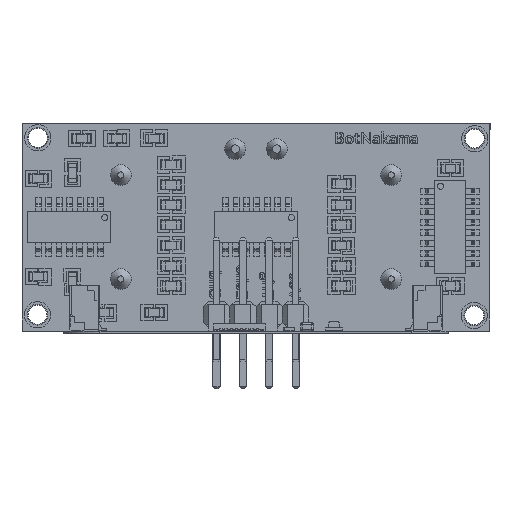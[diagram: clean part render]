
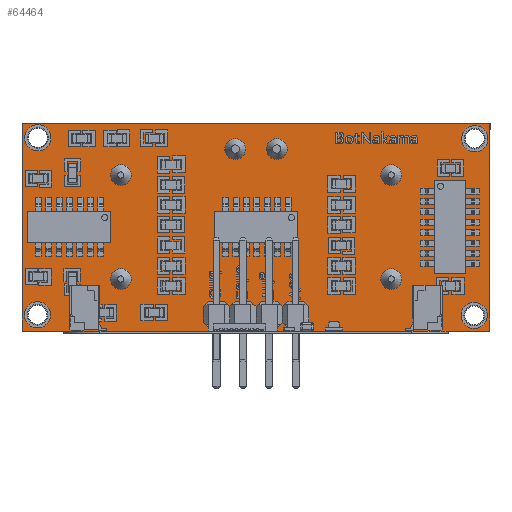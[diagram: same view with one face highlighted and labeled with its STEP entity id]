
A CAD part, front view. The second image highlights one B-rep face of the part: STEP entity #64464.
In plain terms, the highlighted face is planar.
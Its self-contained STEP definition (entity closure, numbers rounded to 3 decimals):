
#63883 = VERTEX_POINT('',#63884);
#63884 = CARTESIAN_POINT('',(-22.5,10.,0.));
#63901 = VERTEX_POINT('',#63902);
#63902 = CARTESIAN_POINT('',(22.5,10.,0.));
#63908 = EDGE_CURVE('',#63883,#63901,#63909,.T.);
#63909 = LINE('',#63910,#63911);
#63910 = CARTESIAN_POINT('',(-22.5,10.,0.));
#63911 = VECTOR('',#63912,1.);
#63912 = DIRECTION('',(1.,0.,0.));
#63932 = VERTEX_POINT('',#63933);
#63933 = CARTESIAN_POINT('',(22.5,-10.,0.));
#63939 = EDGE_CURVE('',#63901,#63932,#63940,.T.);
#63940 = LINE('',#63941,#63942);
#63941 = CARTESIAN_POINT('',(22.5,10.,0.));
#63942 = VECTOR('',#63943,1.);
#63943 = DIRECTION('',(0.,-1.,0.));
#63963 = VERTEX_POINT('',#63964);
#63964 = CARTESIAN_POINT('',(-22.5,-10.,0.));
#63970 = EDGE_CURVE('',#63932,#63963,#63971,.T.);
#63971 = LINE('',#63972,#63973);
#63972 = CARTESIAN_POINT('',(22.5,-10.,0.));
#63973 = VECTOR('',#63974,1.);
#63974 = DIRECTION('',(-1.,0.,0.));
#63992 = EDGE_CURVE('',#63963,#63883,#63993,.T.);
#63993 = LINE('',#63994,#63995);
#63994 = CARTESIAN_POINT('',(-22.5,-10.,0.));
#63995 = VECTOR('',#63996,1.);
#63996 = DIRECTION('',(0.,1.,0.));
#64009 = VERTEX_POINT('',#64010);
#64010 = CARTESIAN_POINT('',(-21.988,-8.502,0.));
#64016 = EDGE_CURVE('',#64009,#64009,#64017,.T.);
#64017 = CIRCLE('',#64018,1.);
#64018 = AXIS2_PLACEMENT_3D('',#64019,#64020,#64021);
#64019 = CARTESIAN_POINT('',(-20.988,-8.502,0.));
#64020 = DIRECTION('',(0.,0.,1.));
#64021 = DIRECTION('',(1.,0.,-0.));
#64042 = VERTEX_POINT('',#64043);
#64043 = CARTESIAN_POINT('',(20.012,-8.426,0.));
#64049 = EDGE_CURVE('',#64042,#64042,#64050,.T.);
#64050 = CIRCLE('',#64051,1.);
#64051 = AXIS2_PLACEMENT_3D('',#64052,#64053,#64054);
#64052 = CARTESIAN_POINT('',(21.012,-8.426,0.));
#64053 = DIRECTION('',(0.,0.,1.));
#64054 = DIRECTION('',(1.,0.,-0.));
#64075 = VERTEX_POINT('',#64076);
#64076 = CARTESIAN_POINT('',(19.97,8.574,0.));
#64082 = EDGE_CURVE('',#64075,#64075,#64083,.T.);
#64083 = CIRCLE('',#64084,1.);
#64084 = AXIS2_PLACEMENT_3D('',#64085,#64086,#64087);
#64085 = CARTESIAN_POINT('',(20.97,8.574,0.));
#64086 = DIRECTION('',(0.,0.,1.));
#64087 = DIRECTION('',(1.,0.,-0.));
#64108 = VERTEX_POINT('',#64109);
#64109 = CARTESIAN_POINT('',(-22.03,8.498,0.));
#64115 = EDGE_CURVE('',#64108,#64108,#64116,.T.);
#64116 = CIRCLE('',#64117,1.);
#64117 = AXIS2_PLACEMENT_3D('',#64118,#64119,#64120);
#64118 = CARTESIAN_POINT('',(-21.03,8.498,0.));
#64119 = DIRECTION('',(0.,0.,1.));
#64120 = DIRECTION('',(1.,0.,-0.));
#64141 = VERTEX_POINT('',#64142);
#64142 = CARTESIAN_POINT('',(1.2,7.467,0.));
#64148 = EDGE_CURVE('',#64141,#64141,#64149,.T.);
#64149 = CIRCLE('',#64150,0.8);
#64150 = AXIS2_PLACEMENT_3D('',#64151,#64152,#64153);
#64151 = CARTESIAN_POINT('',(2.,7.467,0.));
#64152 = DIRECTION('',(0.,0.,1.));
#64153 = DIRECTION('',(1.,0.,-0.));
#64174 = VERTEX_POINT('',#64175);
#64175 = CARTESIAN_POINT('',(-2.8,7.467,0.));
#64181 = EDGE_CURVE('',#64174,#64174,#64182,.T.);
#64182 = CIRCLE('',#64183,0.8);
#64183 = AXIS2_PLACEMENT_3D('',#64184,#64185,#64186);
#64184 = CARTESIAN_POINT('',(-2.,7.467,0.));
#64185 = DIRECTION('',(0.,0.,1.));
#64186 = DIRECTION('',(1.,0.,-0.));
#64207 = VERTEX_POINT('',#64208);
#64208 = CARTESIAN_POINT('',(12.2,-5.,0.));
#64214 = EDGE_CURVE('',#64207,#64207,#64215,.T.);
#64215 = CIRCLE('',#64216,0.8);
#64216 = AXIS2_PLACEMENT_3D('',#64217,#64218,#64219);
#64217 = CARTESIAN_POINT('',(13.,-5.,0.));
#64218 = DIRECTION('',(0.,0.,1.));
#64219 = DIRECTION('',(1.,0.,-0.));
#64240 = VERTEX_POINT('',#64241);
#64241 = CARTESIAN_POINT('',(12.2,5.,0.));
#64247 = EDGE_CURVE('',#64240,#64240,#64248,.T.);
#64248 = CIRCLE('',#64249,0.8);
#64249 = AXIS2_PLACEMENT_3D('',#64250,#64251,#64252);
#64250 = CARTESIAN_POINT('',(13.,5.,0.));
#64251 = DIRECTION('',(0.,0.,1.));
#64252 = DIRECTION('',(1.,0.,-0.));
#64273 = VERTEX_POINT('',#64274);
#64274 = CARTESIAN_POINT('',(-13.8,-5.,0.));
#64280 = EDGE_CURVE('',#64273,#64273,#64281,.T.);
#64281 = CIRCLE('',#64282,0.8);
#64282 = AXIS2_PLACEMENT_3D('',#64283,#64284,#64285);
#64283 = CARTESIAN_POINT('',(-13.,-5.,0.));
#64284 = DIRECTION('',(0.,0.,1.));
#64285 = DIRECTION('',(1.,0.,-0.));
#64306 = VERTEX_POINT('',#64307);
#64307 = CARTESIAN_POINT('',(-13.8,5.,0.));
#64313 = EDGE_CURVE('',#64306,#64306,#64314,.T.);
#64314 = CIRCLE('',#64315,0.8);
#64315 = AXIS2_PLACEMENT_3D('',#64316,#64317,#64318);
#64316 = CARTESIAN_POINT('',(-13.,5.,0.));
#64317 = DIRECTION('',(0.,0.,1.));
#64318 = DIRECTION('',(1.,0.,-0.));
#64339 = VERTEX_POINT('',#64340);
#64340 = CARTESIAN_POINT('',(3.008,-8.371,0.));
#64346 = EDGE_CURVE('',#64339,#64339,#64347,.T.);
#64347 = CIRCLE('',#64348,0.8);
#64348 = AXIS2_PLACEMENT_3D('',#64349,#64350,#64351);
#64349 = CARTESIAN_POINT('',(3.808,-8.371,0.));
#64350 = DIRECTION('',(0.,0.,1.));
#64351 = DIRECTION('',(1.,0.,-0.));
#64372 = VERTEX_POINT('',#64373);
#64373 = CARTESIAN_POINT('',(0.468,-8.365,0.));
#64379 = EDGE_CURVE('',#64372,#64372,#64380,.T.);
#64380 = CIRCLE('',#64381,0.8);
#64381 = AXIS2_PLACEMENT_3D('',#64382,#64383,#64384);
#64382 = CARTESIAN_POINT('',(1.268,-8.365,0.));
#64383 = DIRECTION('',(0.,0.,1.));
#64384 = DIRECTION('',(1.,0.,-0.));
#64405 = VERTEX_POINT('',#64406);
#64406 = CARTESIAN_POINT('',(-2.072,-8.383,0.));
#64412 = EDGE_CURVE('',#64405,#64405,#64413,.T.);
#64413 = CIRCLE('',#64414,0.8);
#64414 = AXIS2_PLACEMENT_3D('',#64415,#64416,#64417);
#64415 = CARTESIAN_POINT('',(-1.272,-8.383,0.));
#64416 = DIRECTION('',(0.,0.,1.));
#64417 = DIRECTION('',(1.,0.,-0.));
#64438 = VERTEX_POINT('',#64439);
#64439 = CARTESIAN_POINT('',(-4.612,-8.377,0.));
#64445 = EDGE_CURVE('',#64438,#64438,#64446,.T.);
#64446 = CIRCLE('',#64447,0.8);
#64447 = AXIS2_PLACEMENT_3D('',#64448,#64449,#64450);
#64448 = CARTESIAN_POINT('',(-3.812,-8.377,0.));
#64449 = DIRECTION('',(0.,0.,1.));
#64450 = DIRECTION('',(1.,0.,-0.));
#64464 = ADVANCED_FACE('',(#64465,#64471,#64474,#64477,#64480,#64483,
    #64486,#64489,#64492,#64495,#64498,#64501,#64504,#64507,#64510),
  #64513,.F.);
#64465 = FACE_BOUND('',#64466,.T.);
#64466 = EDGE_LOOP('',(#64467,#64468,#64469,#64470));
#64467 = ORIENTED_EDGE('',*,*,#63908,.T.);
#64468 = ORIENTED_EDGE('',*,*,#63939,.T.);
#64469 = ORIENTED_EDGE('',*,*,#63970,.T.);
#64470 = ORIENTED_EDGE('',*,*,#63992,.T.);
#64471 = FACE_BOUND('',#64472,.T.);
#64472 = EDGE_LOOP('',(#64473));
#64473 = ORIENTED_EDGE('',*,*,#64016,.T.);
#64474 = FACE_BOUND('',#64475,.T.);
#64475 = EDGE_LOOP('',(#64476));
#64476 = ORIENTED_EDGE('',*,*,#64049,.T.);
#64477 = FACE_BOUND('',#64478,.T.);
#64478 = EDGE_LOOP('',(#64479));
#64479 = ORIENTED_EDGE('',*,*,#64082,.T.);
#64480 = FACE_BOUND('',#64481,.T.);
#64481 = EDGE_LOOP('',(#64482));
#64482 = ORIENTED_EDGE('',*,*,#64115,.T.);
#64483 = FACE_BOUND('',#64484,.T.);
#64484 = EDGE_LOOP('',(#64485));
#64485 = ORIENTED_EDGE('',*,*,#64148,.T.);
#64486 = FACE_BOUND('',#64487,.T.);
#64487 = EDGE_LOOP('',(#64488));
#64488 = ORIENTED_EDGE('',*,*,#64181,.T.);
#64489 = FACE_BOUND('',#64490,.T.);
#64490 = EDGE_LOOP('',(#64491));
#64491 = ORIENTED_EDGE('',*,*,#64214,.T.);
#64492 = FACE_BOUND('',#64493,.T.);
#64493 = EDGE_LOOP('',(#64494));
#64494 = ORIENTED_EDGE('',*,*,#64247,.T.);
#64495 = FACE_BOUND('',#64496,.T.);
#64496 = EDGE_LOOP('',(#64497));
#64497 = ORIENTED_EDGE('',*,*,#64280,.T.);
#64498 = FACE_BOUND('',#64499,.T.);
#64499 = EDGE_LOOP('',(#64500));
#64500 = ORIENTED_EDGE('',*,*,#64313,.T.);
#64501 = FACE_BOUND('',#64502,.T.);
#64502 = EDGE_LOOP('',(#64503));
#64503 = ORIENTED_EDGE('',*,*,#64346,.T.);
#64504 = FACE_BOUND('',#64505,.T.);
#64505 = EDGE_LOOP('',(#64506));
#64506 = ORIENTED_EDGE('',*,*,#64379,.T.);
#64507 = FACE_BOUND('',#64508,.T.);
#64508 = EDGE_LOOP('',(#64509));
#64509 = ORIENTED_EDGE('',*,*,#64412,.T.);
#64510 = FACE_BOUND('',#64511,.T.);
#64511 = EDGE_LOOP('',(#64512));
#64512 = ORIENTED_EDGE('',*,*,#64445,.T.);
#64513 = PLANE('',#64514);
#64514 = AXIS2_PLACEMENT_3D('',#64515,#64516,#64517);
#64515 = CARTESIAN_POINT('',(-22.5,10.,0.));
#64516 = DIRECTION('',(0.,0.,1.));
#64517 = DIRECTION('',(1.,0.,-0.));
